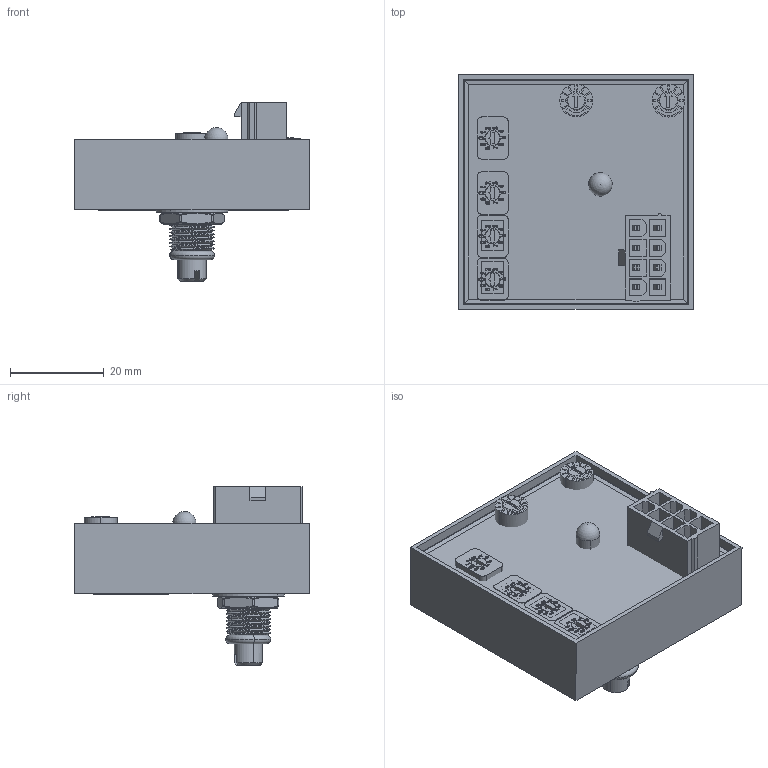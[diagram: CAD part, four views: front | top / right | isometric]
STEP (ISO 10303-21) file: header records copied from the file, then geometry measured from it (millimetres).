
FILE_DESCRIPTION (( 'STEP AP214' ), '1' );
FILE_NAME ('WAAB2201.STEP', '2015-10-06T06:21:31', ( 'PC440' ), ( 'Microsoft' ), 'SwSTEP 2.0', 'SolidWorks 2015', '' );
FILE_SCHEMA (( 'AUTOMOTIVE_DESIGN' ));
Length unit declared in the file: millimetre
Products named in the file (23): S1D2; S1D3; S1D4; Roue_Codeuse; Board; Assemblage pour step; Resine COFNG020; Ecrou; COFNG020; Joint; Rondelle; WAAB2201; Pot10K_Slotted Shaft; LEDd5R-cut; AFF0451; ALTIUM; JX1; Embase_Minifit_8pts; SOLID; P1Y2; P1Y3; T7YA; S1D1
Assembly tree (26 placements, depth 5):
  WAAB2201
    COFNG020
    Resine COFNG020
    ALTIUM
      Board
      S1D4
        Roue_Codeuse
      S1D3
        Roue_Codeuse
      S1D2
        Roue_Codeuse
      S1D1
        Roue_Codeuse
      P1Y3
        T7YA
      P1Y2
        T7YA
      JX1
        Embase_Minifit_8pts
          SOLID
    AFF0451
    LEDd5R-cut
    Assemblage pour step
      Pot10K_Slotted Shaft
      Rondelle
      Joint
      Ecrou
Bounding box: 50 x 50 x 38.05 mm (x, y, z)
Volume: 24809.3 mm3; surface area: 29786.2 mm2
Topology: 15 solids, 21 shells, 3002 faces, 8109 edges, 5395 vertices
Faces by surface type: plane 2004, bspline 560, cylinder 393, cone 31, torus 12, sphere 2
Entity records: 102565 total; most frequent: CARTESIAN_POINT 31979, ORIENTED_EDGE 11920, DIRECTION 9702, EDGE_CURVE 5968, LINE 4392, VECTOR 4392, VERTEX_POINT 3968, AXIS2_PLACEMENT_3D 2655
